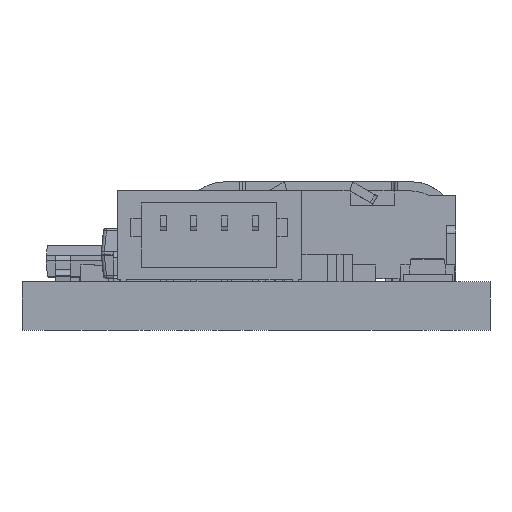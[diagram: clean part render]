
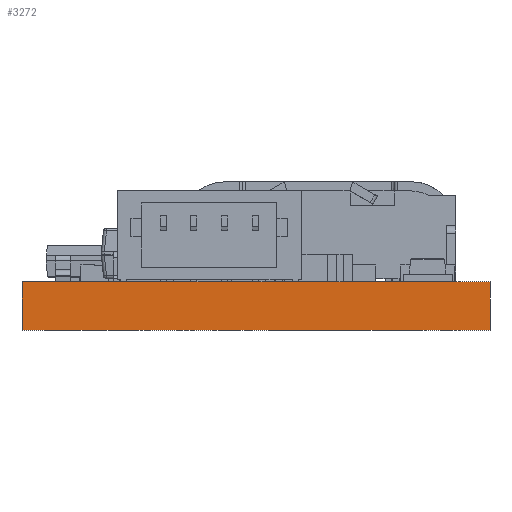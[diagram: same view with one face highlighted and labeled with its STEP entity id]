
A CAD part, front view. The second image highlights one B-rep face of the part: STEP entity #3272.
In plain terms, the highlighted planar face has unit normal (0, -1, 0).
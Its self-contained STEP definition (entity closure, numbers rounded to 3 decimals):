
#1429 = EDGE_CURVE ( 'NONE', #56132, #33615, #18506, .T. ) ;
#3272 = ADVANCED_FACE ( 'NONE', ( #62197 ), #37878, .F. ) ;
#4763 = VERTEX_POINT ( 'NONE', #26755 ) ;
#5522 = EDGE_LOOP ( 'NONE', ( #75481, #47065, #32176, #13828 ) ) ;
#6409 = CARTESIAN_POINT ( 'NONE',  ( 15.24, 0., 1.575 ) ) ;
#6897 = DIRECTION ( 'NONE',  ( 1., 0., 0. ) ) ;
#12580 = DIRECTION ( 'NONE',  ( 0., 0., -1. ) ) ;
#13828 = ORIENTED_EDGE ( 'NONE', *, *, #53061, .T. ) ;
#13896 = VECTOR ( 'NONE', #12580, 1000. ) ;
#17978 = VERTEX_POINT ( 'NONE', #27537 ) ;
#18506 = LINE ( 'NONE', #6409, #51195 ) ;
#21932 = VECTOR ( 'NONE', #6897, 1000. ) ;
#23778 = AXIS2_PLACEMENT_3D ( 'NONE', #55133, #26348, #37500 ) ;
#26348 = DIRECTION ( 'NONE',  ( 0., 1., 0. ) ) ;
#26755 = CARTESIAN_POINT ( 'NONE',  ( 0., 0., 1.575 ) ) ;
#26766 = CARTESIAN_POINT ( 'NONE',  ( 15.24, 0., 1.575 ) ) ;
#27537 = CARTESIAN_POINT ( 'NONE',  ( 0., 0., 0. ) ) ;
#32176 = ORIENTED_EDGE ( 'NONE', *, *, #63079, .F. ) ;
#33615 = VERTEX_POINT ( 'NONE', #61400 ) ;
#36996 = CARTESIAN_POINT ( 'NONE',  ( 0., 0., 1.575 ) ) ;
#37500 = DIRECTION ( 'NONE',  ( 0., 0., 1. ) ) ;
#37878 = PLANE ( 'NONE',  #23778 ) ;
#37925 = LINE ( 'NONE', #62618, #56209 ) ;
#41812 = EDGE_CURVE ( 'NONE', #17978, #33615, #37925, .T. ) ;
#42576 = DIRECTION ( 'NONE',  ( 0., 0., -1. ) ) ;
#47065 = ORIENTED_EDGE ( 'NONE', *, *, #1429, .F. ) ;
#50792 = DIRECTION ( 'NONE',  ( 1., 0., 0. ) ) ;
#51195 = VECTOR ( 'NONE', #42576, 1000. ) ;
#53061 = EDGE_CURVE ( 'NONE', #4763, #17978, #59758, .T. ) ;
#55133 = CARTESIAN_POINT ( 'NONE',  ( 0., 0., 1.575 ) ) ;
#56132 = VERTEX_POINT ( 'NONE', #26766 ) ;
#56209 = VECTOR ( 'NONE', #50792, 1000. ) ;
#59521 = CARTESIAN_POINT ( 'NONE',  ( 0., 0., 1.575 ) ) ;
#59758 = LINE ( 'NONE', #36996, #13896 ) ;
#61400 = CARTESIAN_POINT ( 'NONE',  ( 15.24, 0., 0. ) ) ;
#62197 = FACE_OUTER_BOUND ( 'NONE', #5522, .T. ) ;
#62618 = CARTESIAN_POINT ( 'NONE',  ( 0., 0., 0. ) ) ;
#63079 = EDGE_CURVE ( 'NONE', #4763, #56132, #66575, .T. ) ;
#66575 = LINE ( 'NONE', #59521, #21932 ) ;
#75481 = ORIENTED_EDGE ( 'NONE', *, *, #41812, .T. ) ;
